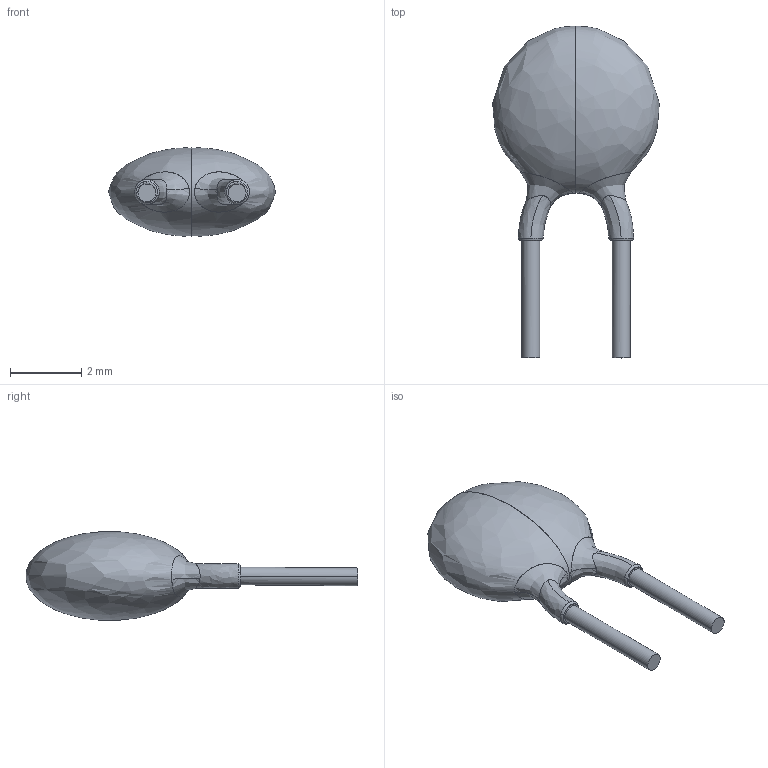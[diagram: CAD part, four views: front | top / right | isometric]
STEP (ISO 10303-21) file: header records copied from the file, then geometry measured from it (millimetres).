
FILE_DESCRIPTION(/* description */ (''),/* implementation_level */ '2;1');
FILE_NAME(/* name */ 'THF01D~1',/* time_stamp */ '2017-04-07T08:37:44+03:00',/* author */ (''),/* organization */ (''),/* preprocessor_version */ 'ST-DEVELOPER v15',/* originating_system */ '',/* authorisation */ '');
FILE_SCHEMA (('AUTOMOTIVE_DESIGN'));
Length unit declared in the file: millimetre
Products named in the file (1): Document
Bounding box: 4.69 x 9.34 x 2.5 mm (x, y, z)
Surface area: 66.5 mm2 (no closed solid volume)
Topology: 0 solids, 24 shells, 24 faces, 128 edges, 124 vertices
Faces by surface type: bspline 22, plane 2
Entity records: 3355 total; most frequent: CARTESIAN_POINT 2550, ORIENTED_EDGE 124, EDGE_CURVE 124, VERTEX_POINT 124, B_SPLINE_CURVE_WITH_KNOTS 64, EDGE_LOOP 26, COLOUR_RGB 24, FILL_AREA_STYLE_COLOUR 24
